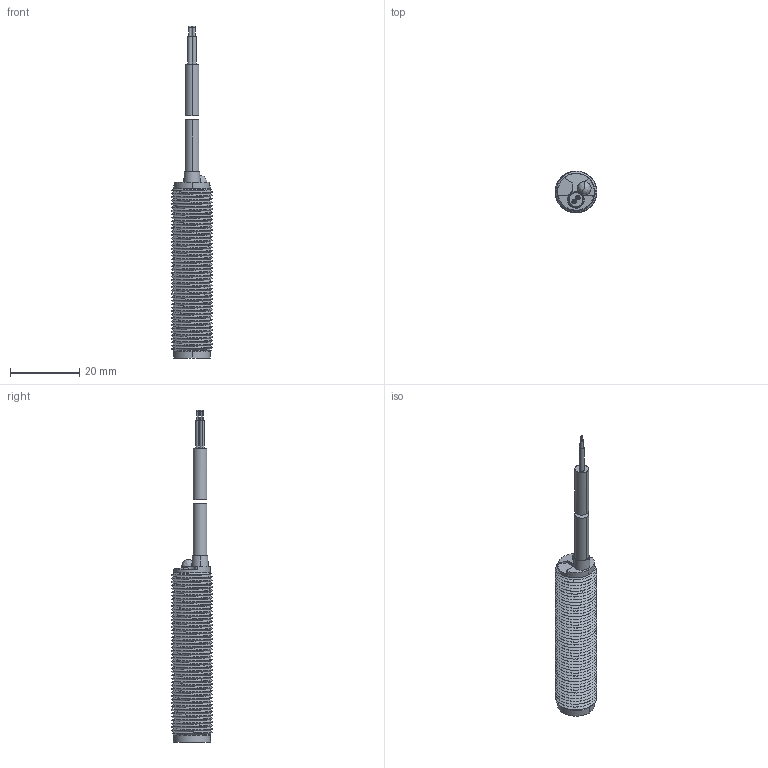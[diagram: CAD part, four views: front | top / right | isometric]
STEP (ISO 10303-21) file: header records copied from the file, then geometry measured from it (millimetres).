
FILE_DESCRIPTION( ('This file contains a STEP AP42 implementation' ,'as created by ZW3D STEP Interface translator.') ,'2;1' );
FILE_NAME( 'FCS1-1202X-X2UX.stp' ,'20 530. 85156', (''), ('ZWCAD Software Co.'), 'Version 1.0', 'ZW3D to STEP translator', '' );
FILE_SCHEMA(('AUTOMOTIVE_DESIGN'));
Length unit declared in the file: millimetre
Products named in the file (2): 0; FCS1-1202X-X2UX
Bounding box: 12 x 12 x 96 mm (x, y, z)
Volume: 5354.3 mm3; surface area: 4296.9 mm2
Topology: 2 solids, 2 shells, 175 faces, 482 edges, 311 vertices
Faces by surface type: bspline 175
Entity records: 15000 total; most frequent: CARTESIAN_POINT 12054, ORIENTED_EDGE 956, EDGE_CURVE 478, B_SPLINE_CURVE_WITH_KNOTS 401, VERTEX_POINT 311, EDGE_LOOP 181, FACE_OUTER_BOUND 175, ADVANCED_FACE 175
